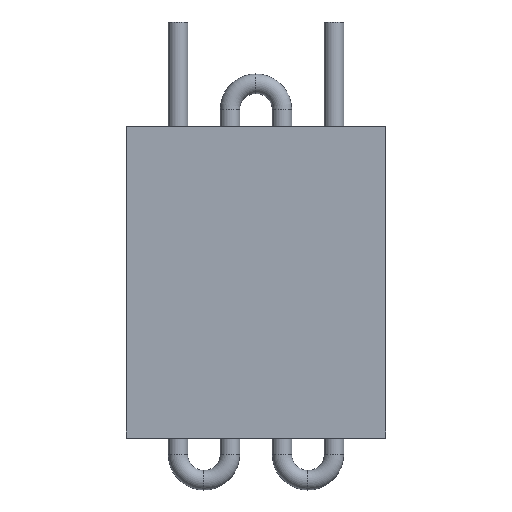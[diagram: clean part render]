
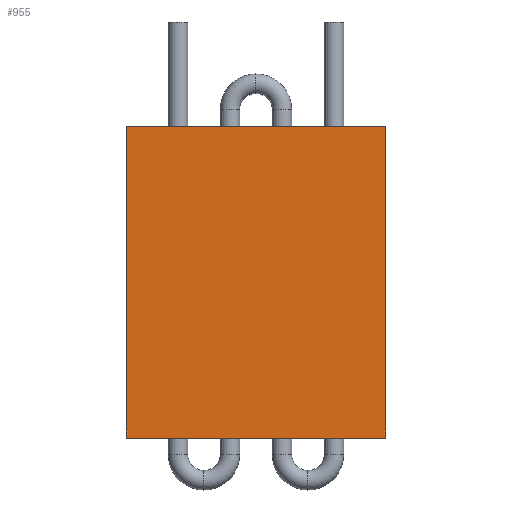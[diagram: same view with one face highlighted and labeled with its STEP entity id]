
A CAD part, front view. The second image highlights one B-rep face of the part: STEP entity #955.
In plain terms, the highlighted planar face has unit normal (0, -1, 0).
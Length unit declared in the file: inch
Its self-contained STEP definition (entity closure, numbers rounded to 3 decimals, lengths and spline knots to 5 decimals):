
#100 = DIRECTION ( 'NONE',  ( 0., 0., -1. ) ) ;
#105 = CARTESIAN_POINT ( 'NONE',  ( -2.5, -0.62, 3. ) ) ;
#125 = DIRECTION ( 'NONE',  ( 0., 0., -1. ) ) ;
#263 = AXIS2_PLACEMENT_3D ( 'NONE', #1349, #1327, #1242 ) ;
#275 = CARTESIAN_POINT ( 'NONE',  ( 2.5, -0.62, -3. ) ) ;
#294 = CARTESIAN_POINT ( 'NONE',  ( 2.5, -0.62, 3. ) ) ;
#361 = LINE ( 'NONE', #2462, #1191 ) ;
#364 = VECTOR ( 'NONE', #100, 39.37008 ) ;
#392 = VECTOR ( 'NONE', #734, 39.37008 ) ;
#394 = LINE ( 'NONE', #1058, #364 ) ;
#411 = LINE ( 'NONE', #275, #392 ) ;
#414 = VECTOR ( 'NONE', #125, 39.37008 ) ;
#428 = LINE ( 'NONE', #105, #414 ) ;
#685 = CARTESIAN_POINT ( 'NONE',  ( -2.5, -0.62, 3. ) ) ;
#697 = ORIENTED_EDGE ( 'NONE', *, *, #2134, .F. ) ;
#700 = ORIENTED_EDGE ( 'NONE', *, *, #2166, .F. ) ;
#714 = ORIENTED_EDGE ( 'NONE', *, *, #2181, .T. ) ;
#718 = ORIENTED_EDGE ( 'NONE', *, *, #2116, .T. ) ;
#734 = DIRECTION ( 'NONE',  ( -1., 0., 0. ) ) ;
#955 = ADVANCED_FACE ( 'NONE', ( #1274 ), #1271, .T. ) ;
#995 = VERTEX_POINT ( 'NONE', #294 ) ;
#1058 = CARTESIAN_POINT ( 'NONE',  ( 2.5, -0.62, 3. ) ) ;
#1191 = VECTOR ( 'NONE', #1751, 39.37008 ) ;
#1242 = DIRECTION ( 'NONE',  ( 1., 0., 0. ) ) ;
#1271 = PLANE ( 'NONE',  #263 ) ;
#1274 = FACE_OUTER_BOUND ( 'NONE', #2403, .T. ) ;
#1327 = DIRECTION ( 'NONE',  ( 0., -1., 0. ) ) ;
#1349 = CARTESIAN_POINT ( 'NONE',  ( 2.5, -0.62, 3. ) ) ;
#1715 = CARTESIAN_POINT ( 'NONE',  ( -2.5, -0.62, -3. ) ) ;
#1751 = DIRECTION ( 'NONE',  ( -1., 0., 0. ) ) ;
#1827 = VERTEX_POINT ( 'NONE', #1715 ) ;
#1964 = VERTEX_POINT ( 'NONE', #685 ) ;
#2092 = VERTEX_POINT ( 'NONE', #2255 ) ;
#2116 = EDGE_CURVE ( 'NONE', #1964, #1827, #428, .T. ) ;
#2134 = EDGE_CURVE ( 'NONE', #2092, #1827, #411, .T. ) ;
#2166 = EDGE_CURVE ( 'NONE', #995, #2092, #394, .T. ) ;
#2181 = EDGE_CURVE ( 'NONE', #995, #1964, #361, .T. ) ;
#2255 = CARTESIAN_POINT ( 'NONE',  ( 2.5, -0.62, -3. ) ) ;
#2403 = EDGE_LOOP ( 'NONE', ( #697, #700, #714, #718 ) ) ;
#2462 = CARTESIAN_POINT ( 'NONE',  ( 2.5, -0.62, 3. ) ) ;
